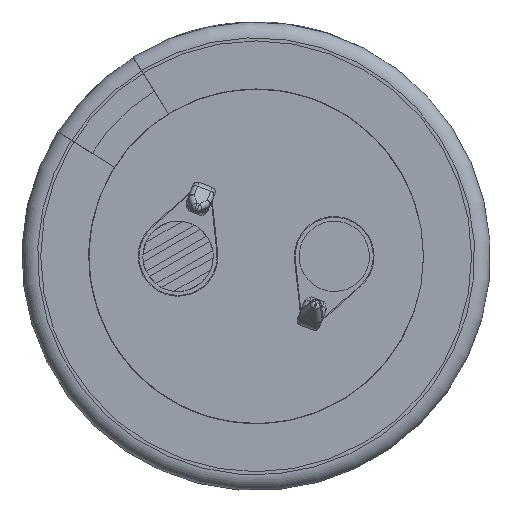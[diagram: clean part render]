
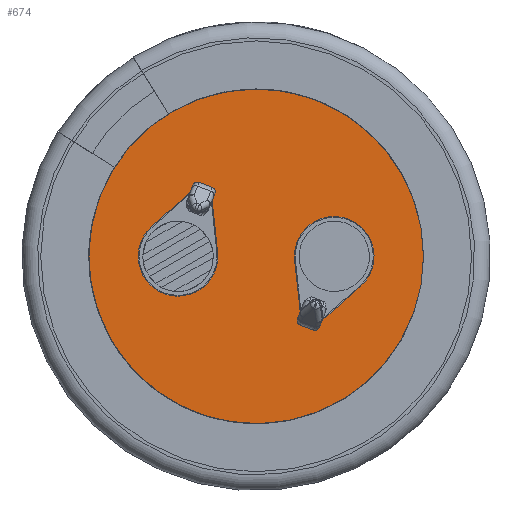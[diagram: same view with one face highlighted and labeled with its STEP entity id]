
A CAD part, front view. The second image highlights one B-rep face of the part: STEP entity #674.
In plain terms, the highlighted planar face has unit normal (0, -1, 0).
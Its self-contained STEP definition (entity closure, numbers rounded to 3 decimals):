
#674 = ADVANCED_FACE( '', ( #1919, #1920, #1921 ), #1922, .T. );
#1919 = FACE_OUTER_BOUND( '', #3986, .T. );
#1920 = FACE_BOUND( '', #3987, .T. );
#1921 = FACE_BOUND( '', #3988, .T. );
#1922 = PLANE( '', #3989 );
#3986 = EDGE_LOOP( '', ( #7939 ) );
#3987 = EDGE_LOOP( '', ( #7940, #7941, #7942, #7943 ) );
#3988 = EDGE_LOOP( '', ( #7944, #7945, #7946, #7947 ) );
#3989 = AXIS2_PLACEMENT_3D( '', #7948, #7949, #7950 );
#7939 = ORIENTED_EDGE( '', *, *, #12834, .T. );
#7940 = ORIENTED_EDGE( '', *, *, #12835, .F. );
#7941 = ORIENTED_EDGE( '', *, *, #12836, .F. );
#7942 = ORIENTED_EDGE( '', *, *, #12837, .F. );
#7943 = ORIENTED_EDGE( '', *, *, #12838, .F. );
#7944 = ORIENTED_EDGE( '', *, *, #12839, .T. );
#7945 = ORIENTED_EDGE( '', *, *, #12840, .T. );
#7946 = ORIENTED_EDGE( '', *, *, #12841, .T. );
#7947 = ORIENTED_EDGE( '', *, *, #12842, .T. );
#7948 = CARTESIAN_POINT( '', ( 0., 0., 0. ) );
#7949 = DIRECTION( '', ( 0., -1., 0. ) );
#7950 = DIRECTION( '', ( 1., 0., 0. ) );
#12834 = EDGE_CURVE( '', #14995, #14995, #14996, .T. );
#12835 = EDGE_CURVE( '', #14997, #14998, #14999, .T. );
#12836 = EDGE_CURVE( '', #15000, #14997, #15001, .T. );
#12837 = EDGE_CURVE( '', #15002, #15000, #15003, .T. );
#12838 = EDGE_CURVE( '', #14998, #15002, #15004, .T. );
#12839 = EDGE_CURVE( '', #15005, #15006, #15007, .T. );
#12840 = EDGE_CURVE( '', #15006, #15008, #15009, .T. );
#12841 = EDGE_CURVE( '', #15008, #15010, #15011, .T. );
#12842 = EDGE_CURVE( '', #15010, #15005, #15012, .T. );
#14995 = VERTEX_POINT( '', #18316 );
#14996 = CIRCLE( '', #18317, 12.429 );
#14997 = VERTEX_POINT( '', #18318 );
#14998 = VERTEX_POINT( '', #18319 );
#14999 = LINE( '', #18320, #18321 );
#15000 = VERTEX_POINT( '', #18322 );
#15001 = LINE( '', #18323, #18324 );
#15002 = VERTEX_POINT( '', #18325 );
#15003 = LINE( '', #18326, #18327 );
#15004 = CIRCLE( '', #18328, 2.55 );
#15005 = VERTEX_POINT( '', #18329 );
#15006 = VERTEX_POINT( '', #18330 );
#15007 = LINE( '', #18331, #18332 );
#15008 = VERTEX_POINT( '', #18333 );
#15009 = LINE( '', #18334, #18335 );
#15010 = VERTEX_POINT( '', #18336 );
#15011 = LINE( '', #18337, #18338 );
#15012 = CIRCLE( '', #18339, 2.55 );
#18316 = CARTESIAN_POINT( '', ( 12.429, 0., 0. ) );
#18317 = AXIS2_PLACEMENT_3D( '', #24512, #24513, #24514 );
#18318 = CARTESIAN_POINT( '', ( -4.27, 0., 4.059 ) );
#18319 = CARTESIAN_POINT( '', ( -6.694, 0., 1.906 ) );
#18320 = CARTESIAN_POINT( '', ( -4.27, 0., 4.059 ) );
#18321 = VECTOR( '', #24515, 1000. );
#18322 = CARTESIAN_POINT( '', ( -2.814, 0., 3.497 ) );
#18323 = CARTESIAN_POINT( '', ( -2.814, 0., 3.497 ) );
#18324 = VECTOR( '', #24516, 1000. );
#18325 = CARTESIAN_POINT( '', ( -2.465, 0., 0.274 ) );
#18326 = CARTESIAN_POINT( '', ( -2.465, 0., 0.274 ) );
#18327 = VECTOR( '', #24517, 1000. );
#18328 = AXIS2_PLACEMENT_3D( '', #24518, #24519, #24520 );
#18329 = CARTESIAN_POINT( '', ( 6.694, 0., -1.906 ) );
#18330 = CARTESIAN_POINT( '', ( 4.27, 0., -4.059 ) );
#18331 = CARTESIAN_POINT( '', ( 6.694, 0., -1.906 ) );
#18332 = VECTOR( '', #24521, 1000. );
#18333 = CARTESIAN_POINT( '', ( 2.814, 0., -3.497 ) );
#18334 = CARTESIAN_POINT( '', ( 4.27, 0., -4.059 ) );
#18335 = VECTOR( '', #24522, 1000. );
#18336 = CARTESIAN_POINT( '', ( 2.465, 0., -0.274 ) );
#18337 = CARTESIAN_POINT( '', ( 2.814, 0., -3.497 ) );
#18338 = VECTOR( '', #24523, 1000. );
#18339 = AXIS2_PLACEMENT_3D( '', #24524, #24525, #24526 );
#24512 = CARTESIAN_POINT( '', ( 0., 0., 0. ) );
#24513 = DIRECTION( '', ( 0., -1., 0. ) );
#24514 = DIRECTION( '', ( 1., 0., 0. ) );
#24515 = DIRECTION( '', ( -0.748, 0., -0.664 ) );
#24516 = DIRECTION( '', ( -0.933, 0., 0.36 ) );
#24517 = DIRECTION( '', ( -0.108, 0., 0.994 ) );
#24518 = CARTESIAN_POINT( '', ( -5., 0., 0. ) );
#24519 = DIRECTION( '', ( 0., -1., 0. ) );
#24520 = DIRECTION( '', ( 0., 0., 1. ) );
#24521 = DIRECTION( '', ( -0.748, 0., -0.664 ) );
#24522 = DIRECTION( '', ( -0.933, 0., 0.36 ) );
#24523 = DIRECTION( '', ( -0.108, 0., 0.994 ) );
#24524 = CARTESIAN_POINT( '', ( 5., 0., 0. ) );
#24525 = DIRECTION( '', ( 0., 1., 0. ) );
#24526 = DIRECTION( '', ( 0., 0., -1. ) );
